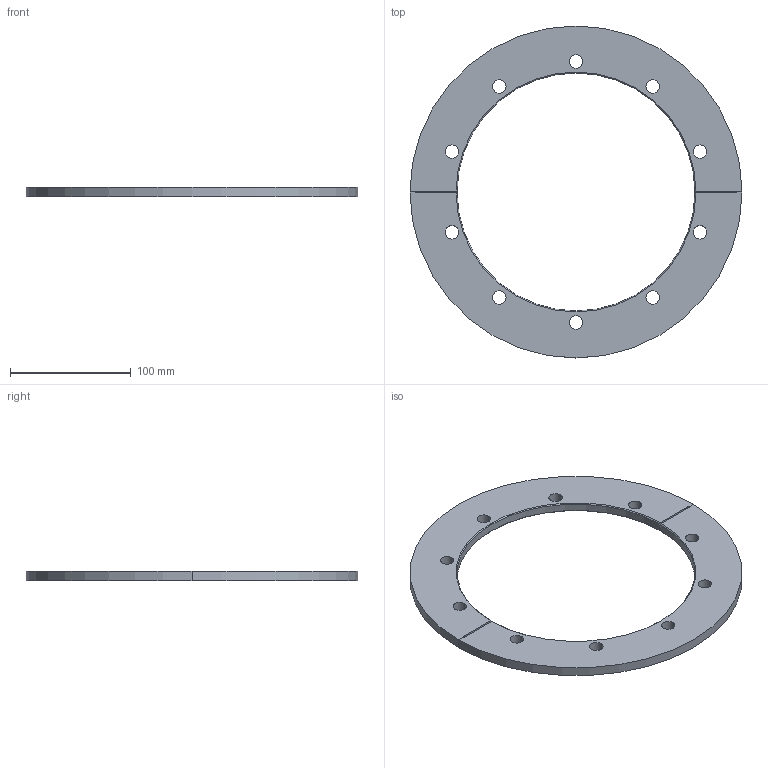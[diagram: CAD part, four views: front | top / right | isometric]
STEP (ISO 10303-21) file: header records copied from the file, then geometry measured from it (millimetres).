
FILE_DESCRIPTION (( 'STEP AP203' ), '1' );
FILE_NAME ('F424.STEP', '2022-04-27T14:44:20', ( '' ), ( '' ), 'SwSTEP 2.0', 'SolidWorks 2020', '' );
FILE_SCHEMA (( 'CONFIG_CONTROL_DESIGN' ));
Length unit declared in the file: inch
Products named in the file (1): F424
Bounding box: 274.62 x 274.62 x 7.95 mm (x, y, z)
Volume: 220392.4 mm3; surface area: 70215.1 mm2
Topology: 1 solids, 1 shells, 42 faces, 116 edges, 74 vertices
Faces by surface type: cylinder 28, plane 10, cone 4
Entity records: 1489 total; most frequent: DIRECTION 260, CARTESIAN_POINT 245, ORIENTED_EDGE 232, EDGE_CURVE 116, AXIS2_PLACEMENT_3D 105, VERTEX_POINT 74, EDGE_LOOP 62, CIRCLE 62
